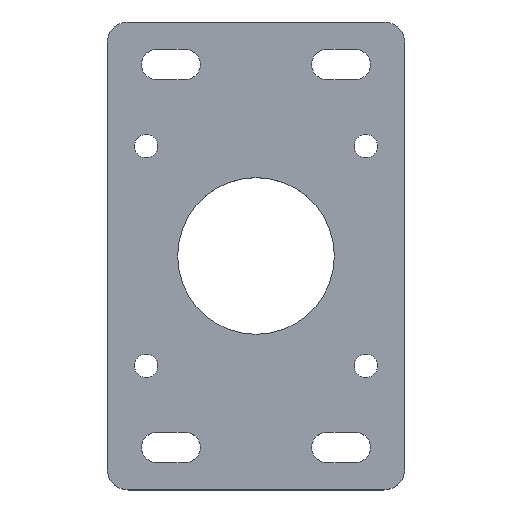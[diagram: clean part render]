
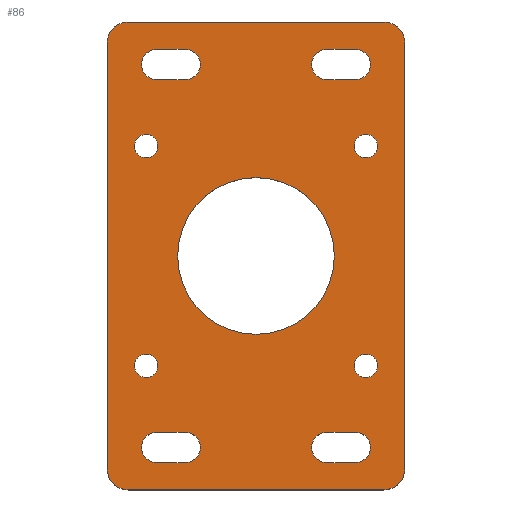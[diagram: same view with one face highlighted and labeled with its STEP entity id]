
A CAD part, top view. The second image highlights one B-rep face of the part: STEP entity #86.
In plain terms, the highlighted planar face has unit normal (0, 0, 1).
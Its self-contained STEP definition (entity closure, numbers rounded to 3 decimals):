
#86=ADVANCED_FACE('',(#138,#139,#140,#141,#142,#143,#144,#145,#146,#147),
#117,.T.);
#117=PLANE('',#684);
#138=FACE_BOUND('',#170,.T.);
#139=FACE_BOUND('',#171,.T.);
#140=FACE_BOUND('',#172,.T.);
#141=FACE_BOUND('',#173,.T.);
#142=FACE_BOUND('',#174,.T.);
#143=FACE_BOUND('',#175,.T.);
#144=FACE_BOUND('',#176,.T.);
#145=FACE_BOUND('',#177,.T.);
#146=FACE_BOUND('',#178,.T.);
#147=FACE_BOUND('',#179,.T.);
#170=EDGE_LOOP('',(#283,#284,#285,#286));
#171=EDGE_LOOP('',(#287,#288,#289,#290));
#172=EDGE_LOOP('',(#291,#292,#293,#294));
#173=EDGE_LOOP('',(#295,#296,#297,#298));
#174=EDGE_LOOP('',(#299,#300,#301,#302,#303,#304,#305,#306));
#175=EDGE_LOOP('',(#307));
#176=EDGE_LOOP('',(#308));
#177=EDGE_LOOP('',(#309));
#178=EDGE_LOOP('',(#310));
#179=EDGE_LOOP('',(#311));
#229=CIRCLE('',#667,2.15);
#230=CIRCLE('',#668,2.15);
#231=CIRCLE('',#669,2.15);
#232=CIRCLE('',#670,2.15);
#233=CIRCLE('',#671,2.15);
#234=CIRCLE('',#672,2.15);
#235=CIRCLE('',#673,2.15);
#236=CIRCLE('',#674,2.15);
#237=CIRCLE('',#675,3.);
#238=CIRCLE('',#676,3.);
#239=CIRCLE('',#677,3.);
#240=CIRCLE('',#678,3.);
#241=CIRCLE('',#679,1.65);
#242=CIRCLE('',#680,11.05);
#243=CIRCLE('',#681,1.65);
#244=CIRCLE('',#682,1.65);
#245=CIRCLE('',#683,1.65);
#283=ORIENTED_EDGE('',*,*,#503,.F.);
#284=ORIENTED_EDGE('',*,*,#504,.F.);
#285=ORIENTED_EDGE('',*,*,#505,.F.);
#286=ORIENTED_EDGE('',*,*,#506,.F.);
#287=ORIENTED_EDGE('',*,*,#507,.F.);
#288=ORIENTED_EDGE('',*,*,#508,.F.);
#289=ORIENTED_EDGE('',*,*,#509,.F.);
#290=ORIENTED_EDGE('',*,*,#510,.F.);
#291=ORIENTED_EDGE('',*,*,#511,.F.);
#292=ORIENTED_EDGE('',*,*,#512,.F.);
#293=ORIENTED_EDGE('',*,*,#513,.F.);
#294=ORIENTED_EDGE('',*,*,#514,.F.);
#295=ORIENTED_EDGE('',*,*,#515,.F.);
#296=ORIENTED_EDGE('',*,*,#516,.T.);
#297=ORIENTED_EDGE('',*,*,#517,.T.);
#298=ORIENTED_EDGE('',*,*,#518,.T.);
#299=ORIENTED_EDGE('',*,*,#519,.T.);
#300=ORIENTED_EDGE('',*,*,#497,.T.);
#301=ORIENTED_EDGE('',*,*,#520,.T.);
#302=ORIENTED_EDGE('',*,*,#521,.T.);
#303=ORIENTED_EDGE('',*,*,#522,.T.);
#304=ORIENTED_EDGE('',*,*,#501,.T.);
#305=ORIENTED_EDGE('',*,*,#523,.T.);
#306=ORIENTED_EDGE('',*,*,#524,.T.);
#307=ORIENTED_EDGE('',*,*,#525,.F.);
#308=ORIENTED_EDGE('',*,*,#526,.F.);
#309=ORIENTED_EDGE('',*,*,#527,.F.);
#310=ORIENTED_EDGE('',*,*,#528,.F.);
#311=ORIENTED_EDGE('',*,*,#529,.F.);
#439=VERTEX_POINT('',#953);
#440=VERTEX_POINT('',#954);
#441=VERTEX_POINT('',#959);
#442=VERTEX_POINT('',#961);
#443=VERTEX_POINT('',#965);
#444=VERTEX_POINT('',#966);
#445=VERTEX_POINT('',#968);
#446=VERTEX_POINT('',#970);
#447=VERTEX_POINT('',#973);
#448=VERTEX_POINT('',#974);
#449=VERTEX_POINT('',#976);
#450=VERTEX_POINT('',#978);
#451=VERTEX_POINT('',#981);
#452=VERTEX_POINT('',#982);
#453=VERTEX_POINT('',#984);
#454=VERTEX_POINT('',#986);
#455=VERTEX_POINT('',#989);
#456=VERTEX_POINT('',#990);
#457=VERTEX_POINT('',#992);
#458=VERTEX_POINT('',#994);
#459=VERTEX_POINT('',#997);
#460=VERTEX_POINT('',#999);
#461=VERTEX_POINT('',#1001);
#462=VERTEX_POINT('',#1004);
#463=VERTEX_POINT('',#1007);
#464=VERTEX_POINT('',#1009);
#465=VERTEX_POINT('',#1011);
#466=VERTEX_POINT('',#1013);
#467=VERTEX_POINT('',#1015);
#497=EDGE_CURVE('',#439,#440,#562,.T.);
#501=EDGE_CURVE('',#442,#441,#566,.T.);
#503=EDGE_CURVE('',#443,#444,#229,.T.);
#504=EDGE_CURVE('',#445,#443,#568,.T.);
#505=EDGE_CURVE('',#446,#445,#230,.T.);
#506=EDGE_CURVE('',#444,#446,#569,.T.);
#507=EDGE_CURVE('',#447,#448,#231,.T.);
#508=EDGE_CURVE('',#449,#447,#570,.T.);
#509=EDGE_CURVE('',#450,#449,#232,.T.);
#510=EDGE_CURVE('',#448,#450,#571,.T.);
#511=EDGE_CURVE('',#451,#452,#233,.T.);
#512=EDGE_CURVE('',#453,#451,#572,.T.);
#513=EDGE_CURVE('',#454,#453,#234,.T.);
#514=EDGE_CURVE('',#452,#454,#573,.T.);
#515=EDGE_CURVE('',#455,#456,#574,.T.);
#516=EDGE_CURVE('',#455,#457,#235,.T.);
#517=EDGE_CURVE('',#457,#458,#575,.T.);
#518=EDGE_CURVE('',#458,#456,#236,.T.);
#519=EDGE_CURVE('',#459,#439,#237,.T.);
#520=EDGE_CURVE('',#440,#460,#238,.T.);
#521=EDGE_CURVE('',#460,#461,#576,.T.);
#522=EDGE_CURVE('',#461,#442,#239,.T.);
#523=EDGE_CURVE('',#441,#462,#240,.T.);
#524=EDGE_CURVE('',#462,#459,#577,.T.);
#525=EDGE_CURVE('',#463,#463,#241,.T.);
#526=EDGE_CURVE('',#464,#464,#242,.T.);
#527=EDGE_CURVE('',#465,#465,#243,.T.);
#528=EDGE_CURVE('',#466,#466,#244,.T.);
#529=EDGE_CURVE('',#467,#467,#245,.T.);
#562=LINE('',#952,#610);
#566=LINE('',#960,#614);
#568=LINE('',#967,#616);
#569=LINE('',#971,#617);
#570=LINE('',#975,#618);
#571=LINE('',#979,#619);
#572=LINE('',#983,#620);
#573=LINE('',#987,#621);
#574=LINE('',#988,#622);
#575=LINE('',#993,#623);
#576=LINE('',#1000,#624);
#577=LINE('',#1005,#625);
#610=VECTOR('',#762,1.);
#614=VECTOR('',#768,1.);
#616=VECTOR('',#774,1.);
#617=VECTOR('',#777,1.);
#618=VECTOR('',#780,1.);
#619=VECTOR('',#783,1.);
#620=VECTOR('',#786,1.);
#621=VECTOR('',#789,1.);
#622=VECTOR('',#790,1.);
#623=VECTOR('',#793,1.);
#624=VECTOR('',#800,1.);
#625=VECTOR('',#805,1.);
#667=AXIS2_PLACEMENT_3D('',#964,#772,#773);
#668=AXIS2_PLACEMENT_3D('',#969,#775,#776);
#669=AXIS2_PLACEMENT_3D('',#972,#778,#779);
#670=AXIS2_PLACEMENT_3D('',#977,#781,#782);
#671=AXIS2_PLACEMENT_3D('',#980,#784,#785);
#672=AXIS2_PLACEMENT_3D('',#985,#787,#788);
#673=AXIS2_PLACEMENT_3D('',#991,#791,#792);
#674=AXIS2_PLACEMENT_3D('',#995,#794,#795);
#675=AXIS2_PLACEMENT_3D('',#996,#796,#797);
#676=AXIS2_PLACEMENT_3D('',#998,#798,#799);
#677=AXIS2_PLACEMENT_3D('',#1002,#801,#802);
#678=AXIS2_PLACEMENT_3D('',#1003,#803,#804);
#679=AXIS2_PLACEMENT_3D('',#1006,#806,#807);
#680=AXIS2_PLACEMENT_3D('',#1008,#808,#809);
#681=AXIS2_PLACEMENT_3D('',#1010,#810,#811);
#682=AXIS2_PLACEMENT_3D('',#1012,#812,#813);
#683=AXIS2_PLACEMENT_3D('',#1014,#814,#815);
#684=AXIS2_PLACEMENT_3D('',#1016,#816,#817);
#762=DIRECTION('',(-1.,0.,0.));
#768=DIRECTION('',(1.,0.,0.));
#772=DIRECTION('',(0.,0.,1.));
#773=DIRECTION('',(-1.,0.,0.));
#774=DIRECTION('',(-1.,0.,0.));
#775=DIRECTION('',(0.,0.,1.));
#776=DIRECTION('',(-1.,0.,0.));
#777=DIRECTION('',(1.,0.,0.));
#778=DIRECTION('',(0.,0.,1.));
#779=DIRECTION('',(-1.,0.,0.));
#780=DIRECTION('',(1.,0.,0.));
#781=DIRECTION('',(0.,0.,1.));
#782=DIRECTION('',(-1.,0.,0.));
#783=DIRECTION('',(-1.,0.,0.));
#784=DIRECTION('',(0.,0.,1.));
#785=DIRECTION('',(-1.,0.,0.));
#786=DIRECTION('',(1.,0.,0.));
#787=DIRECTION('',(0.,0.,1.));
#788=DIRECTION('',(-1.,0.,0.));
#789=DIRECTION('',(-1.,0.,0.));
#790=DIRECTION('',(-1.,0.,0.));
#791=DIRECTION('',(0.,0.,-1.));
#792=DIRECTION('',(0.,-1.,0.));
#793=DIRECTION('',(-1.,0.,0.));
#794=DIRECTION('',(0.,0.,-1.));
#795=DIRECTION('',(0.,-1.,0.));
#796=DIRECTION('',(0.,0.,1.));
#797=DIRECTION('',(-1.,0.,0.));
#798=DIRECTION('',(0.,0.,1.));
#799=DIRECTION('',(-1.,0.,0.));
#800=DIRECTION('',(0.,-1.,0.));
#801=DIRECTION('',(0.,0.,1.));
#802=DIRECTION('',(-1.,0.,0.));
#803=DIRECTION('',(0.,0.,1.));
#804=DIRECTION('',(-1.,0.,0.));
#805=DIRECTION('',(0.,1.,0.));
#806=DIRECTION('',(0.,0.,1.));
#807=DIRECTION('',(-1.,0.,0.));
#808=DIRECTION('',(0.,0.,1.));
#809=DIRECTION('',(0.,-1.,0.));
#810=DIRECTION('',(0.,0.,1.));
#811=DIRECTION('',(-1.,0.,0.));
#812=DIRECTION('',(0.,0.,1.));
#813=DIRECTION('',(-1.,0.,0.));
#814=DIRECTION('',(0.,0.,1.));
#815=DIRECTION('',(-1.,0.,0.));
#816=DIRECTION('',(0.,0.,1.));
#817=DIRECTION('',(-1.,0.,0.));
#952=CARTESIAN_POINT('',(507.,637.5,-747.));
#953=CARTESIAN_POINT('',(504.,637.5,-747.));
#954=CARTESIAN_POINT('',(468.,637.5,-747.));
#959=CARTESIAN_POINT('',(504.,571.5,-747.));
#960=CARTESIAN_POINT('',(465.,571.5,-747.));
#961=CARTESIAN_POINT('',(468.,571.5,-747.));
#964=CARTESIAN_POINT('',(496.,577.5,-747.));
#965=CARTESIAN_POINT('',(496.,579.65,-747.));
#966=CARTESIAN_POINT('',(496.,575.35,-747.));
#967=CARTESIAN_POINT('',(501.5,579.65,-747.));
#968=CARTESIAN_POINT('',(500.,579.65,-747.));
#969=CARTESIAN_POINT('',(500.,577.5,-747.));
#970=CARTESIAN_POINT('',(500.,575.35,-747.));
#971=CARTESIAN_POINT('',(501.5,575.35,-747.));
#972=CARTESIAN_POINT('',(476.,631.5,-747.));
#973=CARTESIAN_POINT('',(476.,629.35,-747.));
#974=CARTESIAN_POINT('',(476.,633.65,-747.));
#975=CARTESIAN_POINT('',(501.5,629.35,-747.));
#976=CARTESIAN_POINT('',(472.,629.35,-747.));
#977=CARTESIAN_POINT('',(472.,631.5,-747.));
#978=CARTESIAN_POINT('',(472.,633.65,-747.));
#979=CARTESIAN_POINT('',(501.5,633.65,-747.));
#980=CARTESIAN_POINT('',(476.,577.5,-747.));
#981=CARTESIAN_POINT('',(476.,575.35,-747.));
#982=CARTESIAN_POINT('',(476.,579.65,-747.));
#983=CARTESIAN_POINT('',(501.5,575.35,-747.));
#984=CARTESIAN_POINT('',(472.,575.35,-747.));
#985=CARTESIAN_POINT('',(472.,577.5,-747.));
#986=CARTESIAN_POINT('',(472.,579.65,-747.));
#987=CARTESIAN_POINT('',(501.5,579.65,-747.));
#988=CARTESIAN_POINT('',(496.,633.65,-747.));
#989=CARTESIAN_POINT('',(500.,633.65,-747.));
#990=CARTESIAN_POINT('',(496.,633.65,-747.));
#991=CARTESIAN_POINT('',(500.,631.5,-747.));
#992=CARTESIAN_POINT('',(500.,629.35,-747.));
#993=CARTESIAN_POINT('',(496.,629.35,-747.));
#994=CARTESIAN_POINT('',(496.,629.35,-747.));
#995=CARTESIAN_POINT('',(496.,631.5,-747.));
#996=CARTESIAN_POINT('',(504.,634.5,-747.));
#997=CARTESIAN_POINT('',(507.,634.5,-747.));
#998=CARTESIAN_POINT('',(468.,634.5,-747.));
#999=CARTESIAN_POINT('',(465.,634.5,-747.));
#1000=CARTESIAN_POINT('',(465.,625.5,-747.));
#1001=CARTESIAN_POINT('',(465.,574.5,-747.));
#1002=CARTESIAN_POINT('',(468.,574.5,-747.));
#1003=CARTESIAN_POINT('',(504.,574.5,-747.));
#1004=CARTESIAN_POINT('',(507.,574.5,-747.));
#1005=CARTESIAN_POINT('',(507.,583.5,-747.));
#1006=CARTESIAN_POINT('',(470.5,589.,-747.));
#1007=CARTESIAN_POINT('',(468.85,589.,-747.));
#1008=CARTESIAN_POINT('',(486.,604.5,-747.));
#1009=CARTESIAN_POINT('',(486.,593.45,-747.));
#1010=CARTESIAN_POINT('',(470.5,620.,-747.));
#1011=CARTESIAN_POINT('',(468.85,620.,-747.));
#1012=CARTESIAN_POINT('',(501.5,620.,-747.));
#1013=CARTESIAN_POINT('',(499.85,620.,-747.));
#1014=CARTESIAN_POINT('',(501.5,589.,-747.));
#1015=CARTESIAN_POINT('',(499.85,589.,-747.));
#1016=CARTESIAN_POINT('',(501.5,620.,-747.));
